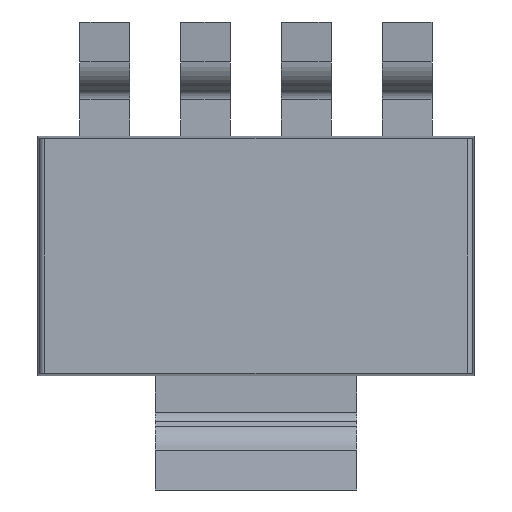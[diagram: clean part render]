
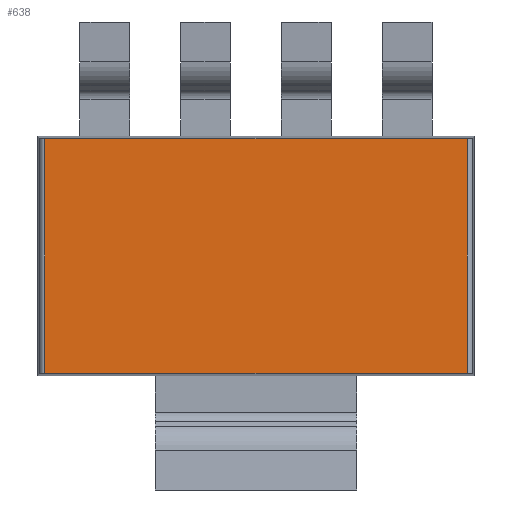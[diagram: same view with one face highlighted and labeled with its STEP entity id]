
A CAD part, front view. The second image highlights one B-rep face of the part: STEP entity #638.
In plain terms, the highlighted planar face has unit normal (0, -1, 0).
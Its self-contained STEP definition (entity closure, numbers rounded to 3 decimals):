
#261=DIRECTION('',(0.,0.,-1.));
#262=VECTOR('',#261,3.489);
#263=CARTESIAN_POINT('',(-3.145,-0.711,1.744));
#264=LINE('',#263,#262);
#293=DIRECTION('',(1.,0.,0.));
#294=VECTOR('',#293,6.289);
#295=CARTESIAN_POINT('',(-3.145,-0.711,-1.744));
#296=LINE('',#295,#294);
#300=DIRECTION('',(-1.,0.,0.));
#301=VECTOR('',#300,6.289);
#302=CARTESIAN_POINT('',(3.145,-0.711,1.744));
#303=LINE('',#302,#301);
#307=DIRECTION('',(0.,0.,1.));
#308=VECTOR('',#307,3.489);
#309=CARTESIAN_POINT('',(3.145,-0.711,-1.744));
#310=LINE('',#309,#308);
#363=CARTESIAN_POINT('',(3.145,-0.711,-1.744));
#364=CARTESIAN_POINT('',(3.145,-0.711,1.744));
#365=VERTEX_POINT('',#363);
#366=VERTEX_POINT('',#364);
#379=CARTESIAN_POINT('',(-3.145,-0.711,1.744));
#380=CARTESIAN_POINT('',(-3.145,-0.711,-1.744));
#381=VERTEX_POINT('',#379);
#382=VERTEX_POINT('',#380);
#626=CARTESIAN_POINT('',(0.,-0.711,0.));
#627=DIRECTION('',(0.,-1.,0.));
#628=DIRECTION('',(-1.,0.,0.));
#629=AXIS2_PLACEMENT_3D('',#626,#627,#628);
#630=PLANE('',#629);
#632=ORIENTED_EDGE('',*,*,#631,.F.);
#633=ORIENTED_EDGE('',*,*,#605,.F.);
#634=ORIENTED_EDGE('',*,*,#618,.F.);
#635=ORIENTED_EDGE('',*,*,#574,.F.);
#636=EDGE_LOOP('',(#632,#633,#634,#635));
#637=FACE_OUTER_BOUND('',#636,.F.);
#638=ADVANCED_FACE('',(#637),#630,.T.);
#574=EDGE_CURVE('',#366,#381,#303,.T.);
#605=EDGE_CURVE('',#382,#365,#296,.T.);
#618=EDGE_CURVE('',#381,#382,#264,.T.);
#631=EDGE_CURVE('',#365,#366,#310,.T.);
